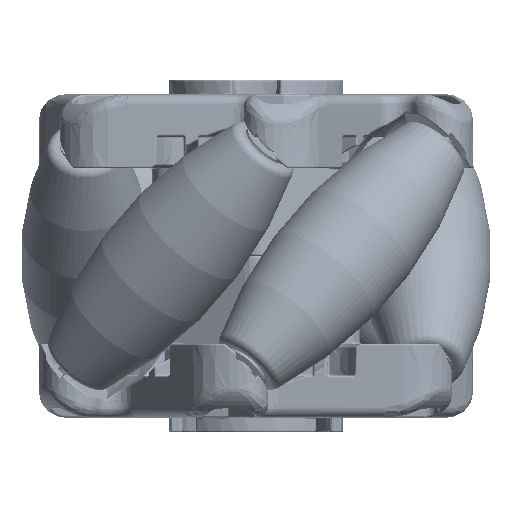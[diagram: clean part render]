
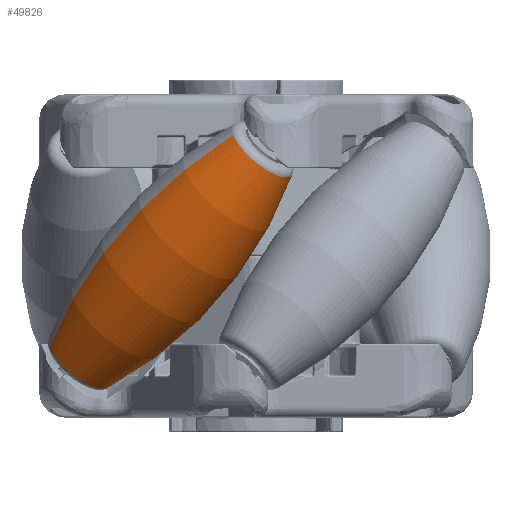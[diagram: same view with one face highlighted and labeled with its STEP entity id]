
A CAD part, left-side view. The second image highlights one B-rep face of the part: STEP entity #49826.
In plain terms, the highlighted toroidal (fillet/blend) face has major radius 41.467 mm and minor radius 48.442 mm.
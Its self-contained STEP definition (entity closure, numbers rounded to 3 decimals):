
#3798 = CARTESIAN_POINT ( 'NONE',  ( -41.467, 0., 0. ) ) ;
#7757 = CARTESIAN_POINT ( 'NONE',  ( 0., 0., 0. ) ) ;
#8870 = CARTESIAN_POINT ( 'NONE',  ( 4.192, 0., 16.184 ) ) ;
#10731 = EDGE_LOOP ( 'NONE', ( #76081, #79501, #48084, #60791 ) ) ;
#14903 = CARTESIAN_POINT ( 'NONE',  ( 4.192, 0., -16.184 ) ) ;
#17326 = VERTEX_POINT ( 'NONE', #8870 ) ;
#19620 = AXIS2_PLACEMENT_3D ( 'NONE', #24460, #110448, #111667 ) ;
#24460 = CARTESIAN_POINT ( 'NONE',  ( 0., 0., 16.184 ) ) ;
#26120 = AXIS2_PLACEMENT_3D ( 'NONE', #103067, #45154, #55723 ) ;
#32368 = VERTEX_POINT ( 'NONE', #14903 ) ;
#39379 = AXIS2_PLACEMENT_3D ( 'NONE', #41964, #99293, #106763 ) ;
#41964 = CARTESIAN_POINT ( 'NONE',  ( 41.467, 0., 0. ) ) ;
#42383 = VERTEX_POINT ( 'NONE', #113635 ) ;
#44575 = DIRECTION ( 'NONE',  ( 1., 0., 0. ) ) ;
#45154 = DIRECTION ( 'NONE',  ( 0., 0., 1. ) ) ;
#46402 = DIRECTION ( 'NONE',  ( 0., 0., 1. ) ) ;
#47252 = AXIS2_PLACEMENT_3D ( 'NONE', #3798, #53004, #53630 ) ;
#48084 = ORIENTED_EDGE ( 'NONE', *, *, #101045, .T. ) ;
#49826 = ADVANCED_FACE ( 'NONE', ( #111837 ), #94943, .T. ) ;
#49985 = CIRCLE ( 'NONE', #26120, 4.192 ) ;
#53004 = DIRECTION ( 'NONE',  ( 0., -1., 0. ) ) ;
#53630 = DIRECTION ( 'NONE',  ( 0., 0., -1. ) ) ;
#55723 = DIRECTION ( 'NONE',  ( 1., 0., 0. ) ) ;
#60791 = ORIENTED_EDGE ( 'NONE', *, *, #116263, .T. ) ;
#62092 = VERTEX_POINT ( 'NONE', #114833 ) ;
#63187 = CIRCLE ( 'NONE', #47252, 48.442 ) ;
#76081 = ORIENTED_EDGE ( 'NONE', *, *, #111743, .F. ) ;
#79501 = ORIENTED_EDGE ( 'NONE', *, *, #122411, .T. ) ;
#94943 = TOROIDAL_SURFACE ( 'NONE', #112839, -41.467, 48.442 ) ;
#99293 = DIRECTION ( 'NONE',  ( 0., 1., 0. ) ) ;
#101045 = EDGE_CURVE ( 'NONE', #32368, #17326, #63187, .T. ) ;
#103067 = CARTESIAN_POINT ( 'NONE',  ( 0., 0., -16.184 ) ) ;
#106763 = DIRECTION ( 'NONE',  ( -1., 0., 0. ) ) ;
#109161 = CIRCLE ( 'NONE', #19620, 4.192 ) ;
#110448 = DIRECTION ( 'NONE',  ( 0., 0., -1. ) ) ;
#111667 = DIRECTION ( 'NONE',  ( -1., 0., 0. ) ) ;
#111743 = EDGE_CURVE ( 'NONE', #62092, #42383, #117055, .T. ) ;
#111837 = FACE_OUTER_BOUND ( 'NONE', #10731, .T. ) ;
#112839 = AXIS2_PLACEMENT_3D ( 'NONE', #7757, #46402, #44575 ) ;
#113635 = CARTESIAN_POINT ( 'NONE',  ( -4.192, 0., 16.184 ) ) ;
#114833 = CARTESIAN_POINT ( 'NONE',  ( -4.192, 0., -16.184 ) ) ;
#116263 = EDGE_CURVE ( 'NONE', #17326, #42383, #109161, .T. ) ;
#117055 = CIRCLE ( 'NONE', #39379, 48.442 ) ;
#122411 = EDGE_CURVE ( 'NONE', #62092, #32368, #49985, .T. ) ;
